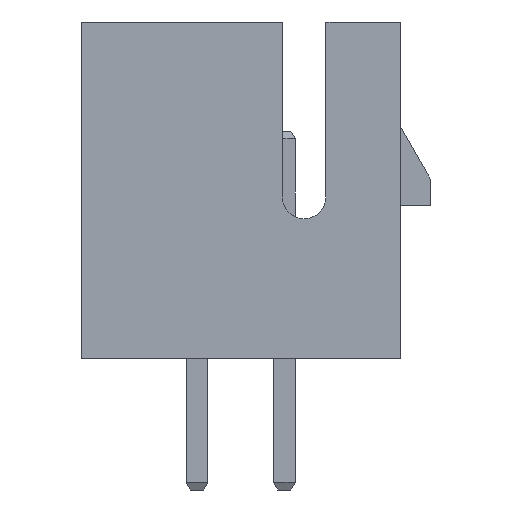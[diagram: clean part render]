
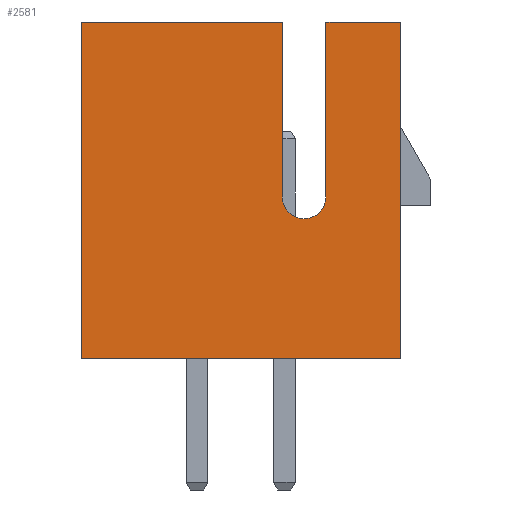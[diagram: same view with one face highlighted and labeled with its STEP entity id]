
A CAD part, left-side view. The second image highlights one B-rep face of the part: STEP entity #2581.
In plain terms, the highlighted planar face has unit normal (-1, 0, 0).
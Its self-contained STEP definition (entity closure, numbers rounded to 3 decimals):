
#5 = CARTESIAN_POINT ( 'NONE',  ( -9., 3.65, 0. ) ) ;
#253 = ORIENTED_EDGE ( 'NONE', *, *, #925, .F. ) ;
#326 = VECTOR ( 'NONE', #2528, 1000. ) ;
#332 = ORIENTED_EDGE ( 'NONE', *, *, #1755, .T. ) ;
#369 = VECTOR ( 'NONE', #1269, 1000. ) ;
#399 = DIRECTION ( 'NONE',  ( 0., 0., -1. ) ) ;
#420 = LINE ( 'NONE', #3495, #5096 ) ;
#429 = VERTEX_POINT ( 'NONE', #5158 ) ;
#446 = VERTEX_POINT ( 'NONE', #1458 ) ;
#473 = CARTESIAN_POINT ( 'NONE',  ( -9., 3.65, 0. ) ) ;
#562 = DIRECTION ( 'NONE',  ( 0., 0., 1. ) ) ;
#605 = EDGE_CURVE ( 'NONE', #446, #429, #1826, .T. ) ;
#794 = CARTESIAN_POINT ( 'NONE',  ( -9., 0., 0. ) ) ;
#822 = CARTESIAN_POINT ( 'NONE',  ( -9., 3.65, 0. ) ) ;
#875 = EDGE_CURVE ( 'NONE', #902, #2667, #2246, .T. ) ;
#902 = VERTEX_POINT ( 'NONE', #473 ) ;
#925 = EDGE_CURVE ( 'NONE', #2954, #3594, #420, .T. ) ;
#1146 = DIRECTION ( 'NONE',  ( 0., 0., 1. ) ) ;
#1150 = LINE ( 'NONE', #2814, #5330 ) ;
#1253 = ORIENTED_EDGE ( 'NONE', *, *, #5005, .T. ) ;
#1269 = DIRECTION ( 'NONE',  ( 0., 0., 1. ) ) ;
#1277 = CARTESIAN_POINT ( 'NONE',  ( -9., -1.95, 0. ) ) ;
#1420 = AXIS2_PLACEMENT_3D ( 'NONE', #822, #2060, #3403 ) ;
#1458 = CARTESIAN_POINT ( 'NONE',  ( -9., -1.95, 7.7 ) ) ;
#1598 = ORIENTED_EDGE ( 'NONE', *, *, #2648, .T. ) ;
#1755 = EDGE_CURVE ( 'NONE', #2954, #446, #3539, .T. ) ;
#1802 = ORIENTED_EDGE ( 'NONE', *, *, #605, .T. ) ;
#1824 = CARTESIAN_POINT ( 'NONE',  ( -9., -3.65, 0. ) ) ;
#1826 = LINE ( 'NONE', #1277, #2469 ) ;
#2030 = FACE_OUTER_BOUND ( 'NONE', #3742, .T. ) ;
#2060 = DIRECTION ( 'NONE',  ( -1., 0., 0. ) ) ;
#2086 = ORIENTED_EDGE ( 'NONE', *, *, #2138, .T. ) ;
#2138 = EDGE_CURVE ( 'NONE', #2885, #2667, #1150, .T. ) ;
#2183 = ORIENTED_EDGE ( 'NONE', *, *, #875, .F. ) ;
#2246 = LINE ( 'NONE', #5, #369 ) ;
#2314 = PLANE ( 'NONE',  #1420 ) ;
#2469 = VECTOR ( 'NONE', #399, 1000. ) ;
#2528 = DIRECTION ( 'NONE',  ( 0., -1., 0. ) ) ;
#2542 = DIRECTION ( 'NONE',  ( 0., 0., -1. ) ) ;
#2581 = ADVANCED_FACE ( 'NONE', ( #2030 ), #2314, .T. ) ;
#2648 = EDGE_CURVE ( 'NONE', #902, #3594, #4629, .T. ) ;
#2667 = VERTEX_POINT ( 'NONE', #3132 ) ;
#2699 = DIRECTION ( 'NONE',  ( 1., 0., 0. ) ) ;
#2814 = CARTESIAN_POINT ( 'NONE',  ( -9., 3.65, 7.7 ) ) ;
#2858 = ORIENTED_EDGE ( 'NONE', *, *, #3556, .T. ) ;
#2873 = CARTESIAN_POINT ( 'NONE',  ( -9., -0.95, 3.7 ) ) ;
#2882 = CARTESIAN_POINT ( 'NONE',  ( -9., -3.65, 7.7 ) ) ;
#2885 = VERTEX_POINT ( 'NONE', #4887 ) ;
#2954 = VERTEX_POINT ( 'NONE', #2882 ) ;
#3132 = CARTESIAN_POINT ( 'NONE',  ( -9., 3.65, 7.7 ) ) ;
#3224 = VERTEX_POINT ( 'NONE', #2873 ) ;
#3356 = CARTESIAN_POINT ( 'NONE',  ( -9., -0.95, 0. ) ) ;
#3357 = CIRCLE ( 'NONE', #4778, 0.5 ) ;
#3403 = DIRECTION ( 'NONE',  ( 0., 0., 1. ) ) ;
#3495 = CARTESIAN_POINT ( 'NONE',  ( -9., -3.65, 0. ) ) ;
#3539 = LINE ( 'NONE', #5317, #4050 ) ;
#3556 = EDGE_CURVE ( 'NONE', #429, #3224, #3357, .T. ) ;
#3586 = VECTOR ( 'NONE', #1146, 1000. ) ;
#3594 = VERTEX_POINT ( 'NONE', #1824 ) ;
#3742 = EDGE_LOOP ( 'NONE', ( #2858, #1253, #2086, #2183, #1598, #253, #332, #1802 ) ) ;
#4050 = VECTOR ( 'NONE', #4438, 1000. ) ;
#4382 = CARTESIAN_POINT ( 'NONE',  ( -9., -1.45, 3.7 ) ) ;
#4438 = DIRECTION ( 'NONE',  ( 0., 1., 0. ) ) ;
#4484 = DIRECTION ( 'NONE',  ( 0., 1., 0. ) ) ;
#4629 = LINE ( 'NONE', #794, #326 ) ;
#4778 = AXIS2_PLACEMENT_3D ( 'NONE', #4382, #2699, #562 ) ;
#4887 = CARTESIAN_POINT ( 'NONE',  ( -9., -0.95, 7.7 ) ) ;
#5005 = EDGE_CURVE ( 'NONE', #3224, #2885, #5077, .T. ) ;
#5077 = LINE ( 'NONE', #3356, #3586 ) ;
#5096 = VECTOR ( 'NONE', #2542, 1000. ) ;
#5158 = CARTESIAN_POINT ( 'NONE',  ( -9., -1.95, 3.7 ) ) ;
#5317 = CARTESIAN_POINT ( 'NONE',  ( -9., 3.65, 7.7 ) ) ;
#5330 = VECTOR ( 'NONE', #4484, 1000. ) ;
